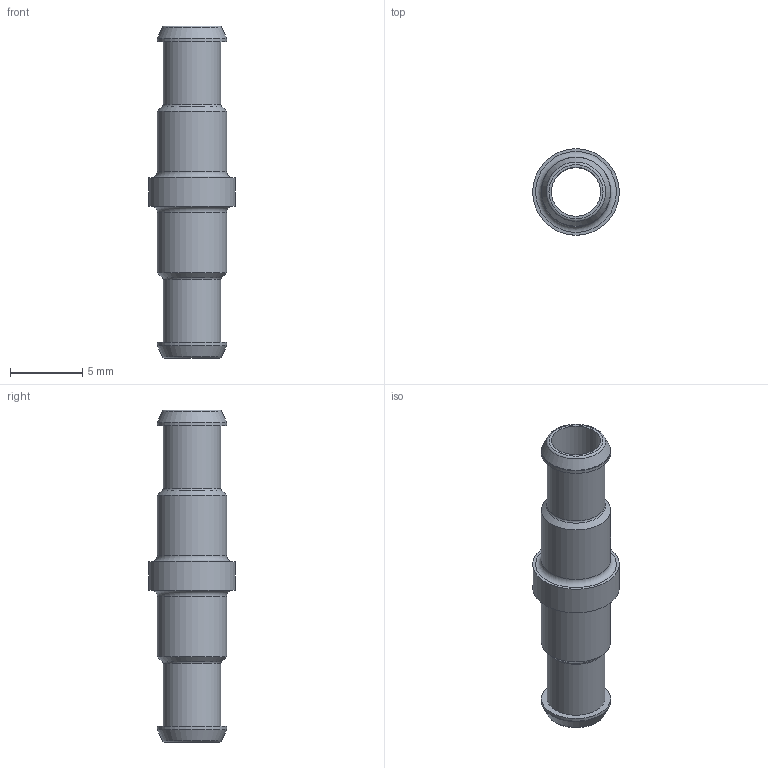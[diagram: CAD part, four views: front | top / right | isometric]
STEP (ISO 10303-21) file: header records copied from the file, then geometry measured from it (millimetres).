
FILE_DESCRIPTION(/* description */ ('STEP AP214'),/* implementation_level */ '2;1');
FILE_NAME(/* name */ '4806_RTU-PK-4_4',/* time_stamp */ '2024-09-14T22:25:15+02:00',/* author */ ('License CC BY-ND 4.0'),/* organization */ ('CADENAS'),/* preprocessor_version */ 'ST-DEVELOPER v19.3',/* originating_system */ 'PARTsolutions',/* authorisation */ ' ');
FILE_SCHEMA (('AUTOMOTIVE_DESIGN {1 0 10303 214 3 1 1}'));
Length unit declared in the file: millimetre
Products named in the file (1): 4806 RTU-PK-4/4
Bounding box: 6 x 6 x 23 mm (x, y, z)
Volume: 172.9 mm3; surface area: 614.2 mm2
Topology: 1 solids, 1 shells, 26 faces, 46 edges, 26 vertices
Faces by surface type: torus 8, cylinder 8, plane 6, cone 4
Full cylindrical faces by diameter (mm): 3.4 x1, 4 x2, 4.8 x4, 6 x1
Entity records: 558 total; most frequent: DIRECTION 106, CARTESIAN_POINT 79, AXIS2_PLACEMENT_3D 53, ORIENTED_EDGE 52, EDGE_LOOP 52, FACE_BOUND 52, EDGE_CURVE 26, VERTEX_POINT 26
